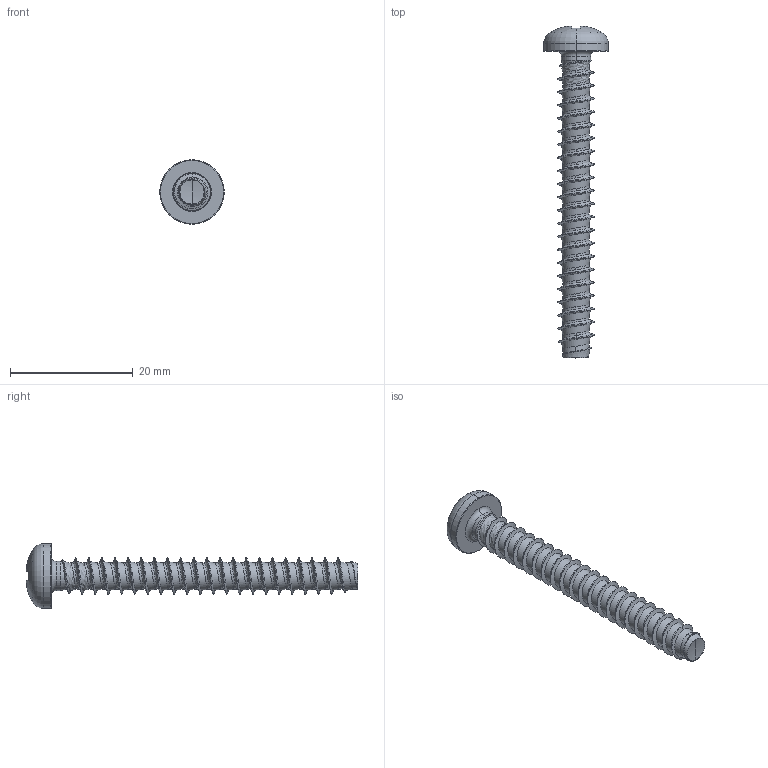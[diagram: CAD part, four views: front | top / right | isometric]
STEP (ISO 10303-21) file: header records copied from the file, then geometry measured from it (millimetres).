
FILE_DESCRIPTION (( 'STEP AP203' ), '1' );
FILE_NAME ('STP220600500.STEP', '2017-08-15T03:42:29', ( '' ), ( '' ), 'SwSTEP 2.0', 'SolidWorks 2015', '' );
FILE_SCHEMA (( 'CONFIG_CONTROL_DESIGN' ));
Products named in the file (1): STP220600500
Bounding box: 10.5 x 54.1 x 10.5 mm (x, y, z)
Volume: 1093 mm3; surface area: 1394.5 mm2
Topology: 1 solids, 1 shells, 214 faces, 526 edges, 314 vertices
Faces by surface type: cylinder 72, bspline 55, plane 30, torus 28, sphere 20, cone 9
Entity records: 39863 total; most frequent: CARTESIAN_POINT 35363, ORIENTED_EDGE 1048, DIRECTION 803, EDGE_CURVE 524, AXIS2_PLACEMENT_3D 343, VERTEX_POINT 314, EDGE_LOOP 216, ADVANCED_FACE 214
